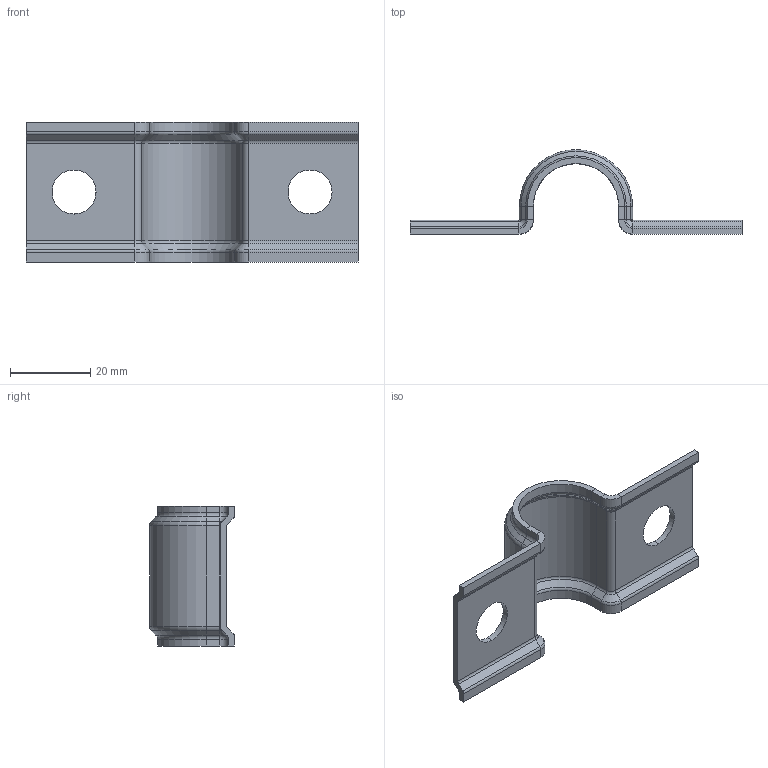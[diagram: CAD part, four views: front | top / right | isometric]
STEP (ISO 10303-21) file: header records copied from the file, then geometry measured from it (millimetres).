
FILE_DESCRIPTION (( 'STEP AP203' ), '1' );
FILE_NAME ('3D_R385_DN21.3_17388100.STEP', '2024-07-12T09:40:41', ( '' ), ( '' ), 'SwSTEP 2.0', 'SolidWorks 2024', '' );
FILE_SCHEMA (( 'CONFIG_CONTROL_DESIGN' ));
Length unit declared in the file: millimetre
Products named in the file (1): 3D_R385_DN21.3_17388100
Bounding box: 83 x 21.15 x 35 mm (x, y, z)
Volume: 5547.1 mm3; surface area: 7882.3 mm2
Topology: 1 solids, 1 shells, 146 faces, 312 edges, 168 vertices
Faces by surface type: plane 56, cylinder 54, torus 24, cone 12
Entity records: 3913 total; most frequent: DIRECTION 738, CARTESIAN_POINT 627, ORIENTED_EDGE 624, EDGE_CURVE 312, AXIS2_PLACEMENT_3D 279, VECTOR 180, LINE 180, VERTEX_POINT 168
